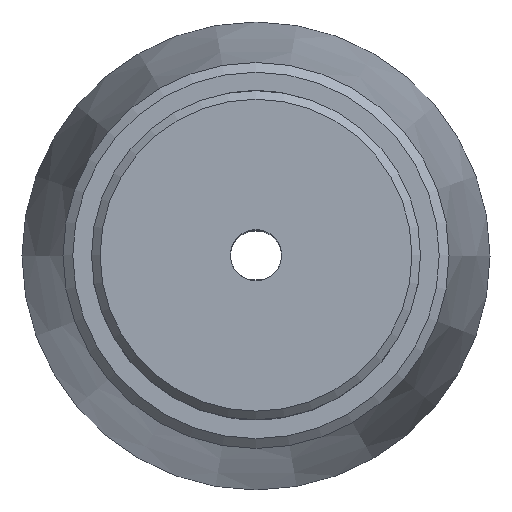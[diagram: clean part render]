
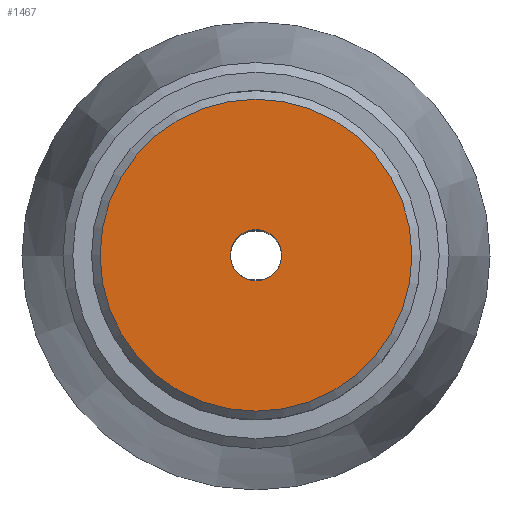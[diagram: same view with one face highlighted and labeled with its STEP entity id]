
A CAD part, top view. The second image highlights one B-rep face of the part: STEP entity #1467.
In plain terms, the highlighted planar face has unit normal (0, 0, 1).
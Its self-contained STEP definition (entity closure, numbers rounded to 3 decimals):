
#153=PLANE('',#1557);
#200=CIRCLE('',#1558,1.79);
#201=CIRCLE('',#1559,10.9);
#294=ORIENTED_EDGE('',*,*,#533,.T.);
#295=ORIENTED_EDGE('',*,*,#534,.T.);
#533=EDGE_CURVE('',#648,#648,#200,.T.);
#534=EDGE_CURVE('',#649,#649,#201,.F.);
#648=VERTEX_POINT('',#2140);
#649=VERTEX_POINT('',#2142);
#760=EDGE_LOOP('',(#294));
#761=EDGE_LOOP('',(#295));
#864=FACE_BOUND('',#760,.T.);
#865=FACE_BOUND('',#761,.T.);
#1467=ADVANCED_FACE('',(#864,#865),#153,.F.);
#1557=AXIS2_PLACEMENT_3D('',#2138,#1725,#1726);
#1558=AXIS2_PLACEMENT_3D('',#2139,#1727,#1728);
#1559=AXIS2_PLACEMENT_3D('',#2141,#1729,#1730);
#1725=DIRECTION('',(0.,0.,-1.));
#1726=DIRECTION('',(-1.,0.,0.));
#1727=DIRECTION('',(0.,0.,-1.));
#1728=DIRECTION('',(-1.,0.,0.));
#1729=DIRECTION('',(0.,0.,-1.));
#1730=DIRECTION('',(-1.,0.,0.));
#2138=CARTESIAN_POINT('',(11.5,0.,40.5));
#2139=CARTESIAN_POINT('',(0.,0.,40.5));
#2140=CARTESIAN_POINT('',(-1.79,0.,40.5));
#2141=CARTESIAN_POINT('',(0.,0.,40.5));
#2142=CARTESIAN_POINT('',(-10.9,0.,40.5));
